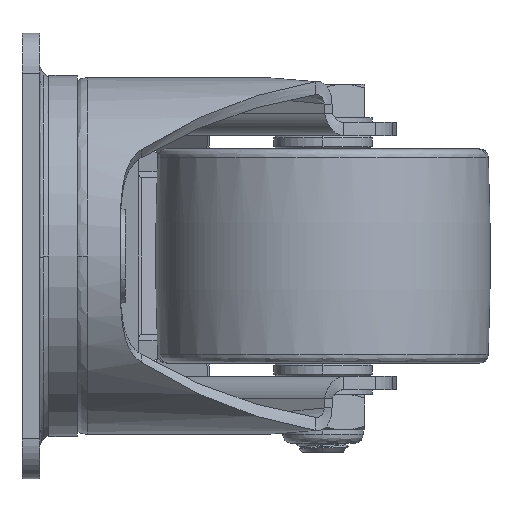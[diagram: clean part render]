
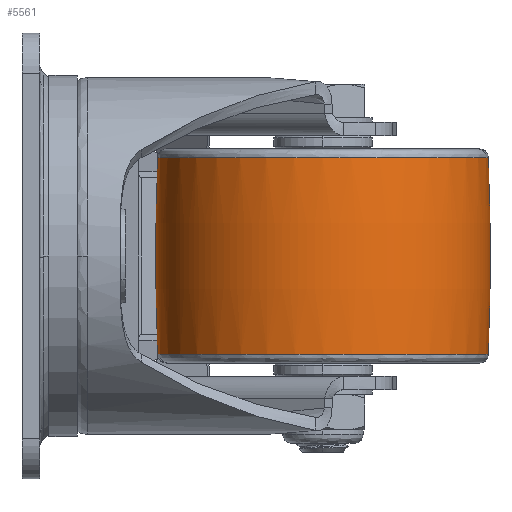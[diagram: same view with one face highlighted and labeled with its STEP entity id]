
A CAD part, left-side view. The second image highlights one B-rep face of the part: STEP entity #5561.
In plain terms, the highlighted toroidal (fillet/blend) face has major radius 538.75 mm and minor radius 576.25 mm.
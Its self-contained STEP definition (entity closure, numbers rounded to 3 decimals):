
#181 = EDGE_CURVE ( 'NONE', #42760, #34800, #4954, .T. ) ;
#855 = CARTESIAN_POINT ( 'NONE',  ( 17.5, -18.223, 22.077 ) ) ;
#1057 = AXIS2_PLACEMENT_3D ( 'NONE', #21261, #32382, #26263 ) ;
#1444 = CIRCLE ( 'NONE', #29585, 37.077 ) ;
#2202 = CARTESIAN_POINT ( 'NONE',  ( 17.5, -92.377, 22.077 ) ) ;
#2690 = ORIENTED_EDGE ( 'NONE', *, *, #181, .T. ) ;
#2976 = ORIENTED_EDGE ( 'NONE', *, *, #8172, .F. ) ;
#4699 = FACE_OUTER_BOUND ( 'NONE', #32635, .T. ) ;
#4954 = CIRCLE ( 'NONE', #41993, 37.077 ) ;
#5561 = ADVANCED_FACE ( 'NONE', ( #4699 ), #15544, .T. ) ;
#6232 = CARTESIAN_POINT ( 'NONE',  ( 17.5, -92.377, -22.077 ) ) ;
#6577 = ORIENTED_EDGE ( 'NONE', *, *, #44662, .T. ) ;
#7129 = CARTESIAN_POINT ( 'NONE',  ( 17.323, -92.377, 22.077 ) ) ;
#7838 = DIRECTION ( 'NONE',  ( 0., 0., -1. ) ) ;
#8172 = EDGE_CURVE ( 'NONE', #42760, #15226, #29012, .T. ) ;
#8426 = DIRECTION ( 'NONE',  ( 0.063, 0.998, 0. ) ) ;
#11859 = CARTESIAN_POINT ( 'NONE',  ( 17.5, -55.3, 22.077 ) ) ;
#12853 = CARTESIAN_POINT ( 'NONE',  ( 17.5, -594.05, 0. ) ) ;
#13184 = DIRECTION ( 'NONE',  ( 0., 0., -1. ) ) ;
#14552 = ORIENTED_EDGE ( 'NONE', *, *, #40626, .T. ) ;
#15226 = VERTEX_POINT ( 'NONE', #855 ) ;
#15544 = TOROIDAL_SURFACE ( 'NONE', #1057, -538.75, 576.25 ) ;
#15901 = DIRECTION ( 'NONE',  ( 0., 0., -1. ) ) ;
#17158 = CIRCLE ( 'NONE', #42186, 37.077 ) ;
#18592 = DIRECTION ( 'NONE',  ( 0.063, 0.998, 0. ) ) ;
#18850 = DIRECTION ( 'NONE',  ( 0., 0., 1. ) ) ;
#20005 = EDGE_CURVE ( 'NONE', #30264, #15226, #17158, .T. ) ;
#21261 = CARTESIAN_POINT ( 'NONE',  ( 17.5, -55.3, 0. ) ) ;
#23543 = DIRECTION ( 'NONE',  ( 0., 0., 1. ) ) ;
#24279 = CARTESIAN_POINT ( 'NONE',  ( 17.5, -55.3, -22.077 ) ) ;
#24539 = DIRECTION ( 'NONE',  ( 0.063, 0.998, 0. ) ) ;
#24828 = DIRECTION ( 'NONE',  ( 0., 0., 1. ) ) ;
#26263 = DIRECTION ( 'NONE',  ( 0., -1., 0. ) ) ;
#27622 = ORIENTED_EDGE ( 'NONE', *, *, #20005, .T. ) ;
#28136 = CARTESIAN_POINT ( 'NONE',  ( 17.5, 483.45, 0. ) ) ;
#28922 = CIRCLE ( 'NONE', #39406, 37.077 ) ;
#29012 = CIRCLE ( 'NONE', #31441, 576.25 ) ;
#29305 = CIRCLE ( 'NONE', #47851, 576.25 ) ;
#29585 = AXIS2_PLACEMENT_3D ( 'NONE', #36390, #13184, #24539 ) ;
#30264 = VERTEX_POINT ( 'NONE', #7129 ) ;
#31441 = AXIS2_PLACEMENT_3D ( 'NONE', #12853, #36059, #15901 ) ;
#32382 = DIRECTION ( 'NONE',  ( 0., 0., 1. ) ) ;
#32635 = EDGE_LOOP ( 'NONE', ( #2976, #2690, #6577, #33933, #14552, #27622 ) ) ;
#32856 = VERTEX_POINT ( 'NONE', #2202 ) ;
#33483 = CARTESIAN_POINT ( 'NONE',  ( 17.5, -55.3, -22.077 ) ) ;
#33837 = CARTESIAN_POINT ( 'NONE',  ( 17.5, -18.223, -22.077 ) ) ;
#33933 = ORIENTED_EDGE ( 'NONE', *, *, #34984, .T. ) ;
#34800 = VERTEX_POINT ( 'NONE', #40287 ) ;
#34984 = EDGE_CURVE ( 'NONE', #39272, #32856, #29305, .T. ) ;
#36059 = DIRECTION ( 'NONE',  ( 1., 0., 0. ) ) ;
#36390 = CARTESIAN_POINT ( 'NONE',  ( 17.5, -55.3, 22.077 ) ) ;
#38851 = DIRECTION ( 'NONE',  ( 0.063, 0.998, 0. ) ) ;
#39272 = VERTEX_POINT ( 'NONE', #6232 ) ;
#39406 = AXIS2_PLACEMENT_3D ( 'NONE', #24279, #23543, #8426 ) ;
#39994 = DIRECTION ( 'NONE',  ( -1., 0., 0. ) ) ;
#40287 = CARTESIAN_POINT ( 'NONE',  ( 17.249, -18.224, -22.077 ) ) ;
#40626 = EDGE_CURVE ( 'NONE', #32856, #30264, #1444, .T. ) ;
#41993 = AXIS2_PLACEMENT_3D ( 'NONE', #33483, #18850, #18592 ) ;
#42186 = AXIS2_PLACEMENT_3D ( 'NONE', #11859, #7838, #38851 ) ;
#42760 = VERTEX_POINT ( 'NONE', #33837 ) ;
#44662 = EDGE_CURVE ( 'NONE', #34800, #39272, #28922, .T. ) ;
#47851 = AXIS2_PLACEMENT_3D ( 'NONE', #28136, #39994, #24828 ) ;
